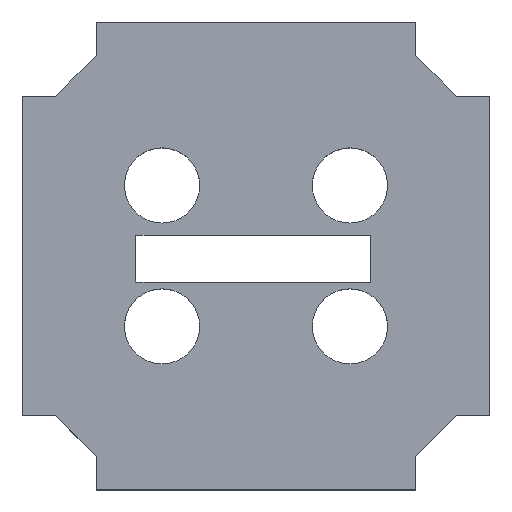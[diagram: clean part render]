
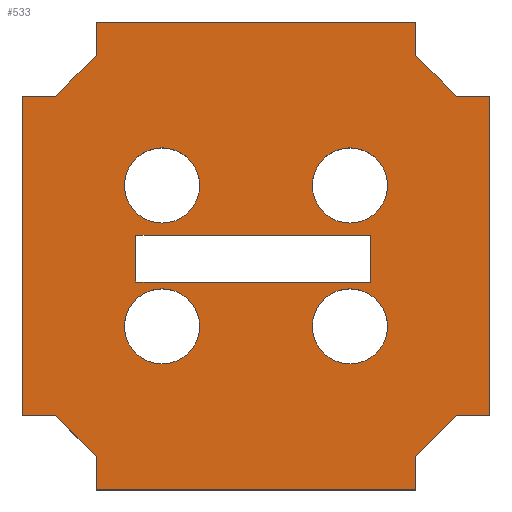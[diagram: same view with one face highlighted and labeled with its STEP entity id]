
A CAD part, top view. The second image highlights one B-rep face of the part: STEP entity #533.
In plain terms, the highlighted planar face has unit normal (0, 0, 1).
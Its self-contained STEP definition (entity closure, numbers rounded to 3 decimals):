
#15=FACE_BOUND('',#84,.T.);
#16=FACE_BOUND('',#85,.T.);
#17=FACE_BOUND('',#86,.T.);
#18=FACE_BOUND('',#87,.T.);
#19=FACE_BOUND('',#88,.T.);
#26=CIRCLE('',#565,4.);
#28=CIRCLE('',#568,4.);
#30=CIRCLE('',#571,4.);
#32=CIRCLE('',#574,4.);
#57=FACE_OUTER_BOUND('',#83,.T.);
#83=EDGE_LOOP('',(#427,#428,#429,#430,#431,#432,#433,#434,#435,#436,#437,
#438,#439,#440,#441,#442));
#84=EDGE_LOOP('',(#443,#444,#445,#446));
#85=EDGE_LOOP('',(#447));
#86=EDGE_LOOP('',(#448));
#87=EDGE_LOOP('',(#449));
#88=EDGE_LOOP('',(#450));
#99=LINE('',#731,#163);
#103=LINE('',#739,#167);
#106=LINE('',#745,#170);
#109=LINE('',#750,#173);
#117=LINE('',#783,#181);
#121=LINE('',#790,#185);
#124=LINE('',#796,#188);
#127=LINE('',#804,#191);
#130=LINE('',#810,#194);
#134=LINE('',#817,#198);
#137=LINE('',#825,#201);
#141=LINE('',#832,#205);
#144=LINE('',#838,#208);
#147=LINE('',#846,#211);
#150=LINE('',#852,#214);
#154=LINE('',#859,#218);
#155=LINE('',#861,#219);
#156=LINE('',#862,#220);
#157=LINE('',#863,#221);
#158=LINE('',#864,#222);
#163=VECTOR('',#597,10.);
#167=VECTOR('',#603,10.);
#170=VECTOR('',#608,10.);
#173=VECTOR('',#613,10.);
#181=VECTOR('',#647,10.);
#185=VECTOR('',#653,10.);
#188=VECTOR('',#658,10.);
#191=VECTOR('',#663,10.);
#194=VECTOR('',#668,10.);
#198=VECTOR('',#674,10.);
#201=VECTOR('',#679,10.);
#205=VECTOR('',#685,10.);
#208=VECTOR('',#690,10.);
#211=VECTOR('',#695,10.);
#214=VECTOR('',#700,10.);
#218=VECTOR('',#706,10.);
#219=VECTOR('',#709,10.);
#220=VECTOR('',#710,10.);
#221=VECTOR('',#711,10.);
#222=VECTOR('',#712,10.);
#227=VERTEX_POINT('',#729);
#228=VERTEX_POINT('',#730);
#231=VERTEX_POINT('',#738);
#233=VERTEX_POINT('',#744);
#236=VERTEX_POINT('',#755);
#238=VERTEX_POINT('',#761);
#240=VERTEX_POINT('',#767);
#242=VERTEX_POINT('',#773);
#245=VERTEX_POINT('',#780);
#246=VERTEX_POINT('',#782);
#248=VERTEX_POINT('',#788);
#250=VERTEX_POINT('',#794);
#253=VERTEX_POINT('',#801);
#254=VERTEX_POINT('',#803);
#256=VERTEX_POINT('',#809);
#258=VERTEX_POINT('',#815);
#261=VERTEX_POINT('',#822);
#262=VERTEX_POINT('',#824);
#264=VERTEX_POINT('',#830);
#266=VERTEX_POINT('',#836);
#269=VERTEX_POINT('',#843);
#270=VERTEX_POINT('',#845);
#272=VERTEX_POINT('',#851);
#274=VERTEX_POINT('',#857);
#275=EDGE_CURVE('',#227,#228,#99,.T.);
#279=EDGE_CURVE('',#228,#231,#103,.T.);
#282=EDGE_CURVE('',#231,#233,#106,.T.);
#285=EDGE_CURVE('',#233,#227,#109,.T.);
#289=EDGE_CURVE('',#236,#236,#26,.T.);
#292=EDGE_CURVE('',#238,#238,#28,.T.);
#295=EDGE_CURVE('',#240,#240,#30,.T.);
#298=EDGE_CURVE('',#242,#242,#32,.T.);
#301=EDGE_CURVE('',#245,#246,#117,.T.);
#305=EDGE_CURVE('',#248,#245,#121,.T.);
#308=EDGE_CURVE('',#250,#248,#124,.T.);
#311=EDGE_CURVE('',#254,#253,#127,.T.);
#314=EDGE_CURVE('',#256,#254,#130,.T.);
#318=EDGE_CURVE('',#253,#258,#134,.T.);
#321=EDGE_CURVE('',#262,#261,#137,.T.);
#325=EDGE_CURVE('',#261,#264,#141,.T.);
#328=EDGE_CURVE('',#264,#266,#144,.T.);
#331=EDGE_CURVE('',#270,#269,#147,.T.);
#334=EDGE_CURVE('',#272,#270,#150,.T.);
#338=EDGE_CURVE('',#269,#274,#154,.T.);
#339=EDGE_CURVE('',#274,#262,#155,.T.);
#340=EDGE_CURVE('',#266,#246,#156,.T.);
#341=EDGE_CURVE('',#256,#250,#157,.T.);
#342=EDGE_CURVE('',#258,#272,#158,.T.);
#427=ORIENTED_EDGE('',*,*,#339,.T.);
#428=ORIENTED_EDGE('',*,*,#321,.T.);
#429=ORIENTED_EDGE('',*,*,#325,.T.);
#430=ORIENTED_EDGE('',*,*,#328,.T.);
#431=ORIENTED_EDGE('',*,*,#340,.T.);
#432=ORIENTED_EDGE('',*,*,#301,.F.);
#433=ORIENTED_EDGE('',*,*,#305,.F.);
#434=ORIENTED_EDGE('',*,*,#308,.F.);
#435=ORIENTED_EDGE('',*,*,#341,.F.);
#436=ORIENTED_EDGE('',*,*,#314,.T.);
#437=ORIENTED_EDGE('',*,*,#311,.T.);
#438=ORIENTED_EDGE('',*,*,#318,.T.);
#439=ORIENTED_EDGE('',*,*,#342,.T.);
#440=ORIENTED_EDGE('',*,*,#334,.T.);
#441=ORIENTED_EDGE('',*,*,#331,.T.);
#442=ORIENTED_EDGE('',*,*,#338,.T.);
#443=ORIENTED_EDGE('',*,*,#282,.T.);
#444=ORIENTED_EDGE('',*,*,#285,.T.);
#445=ORIENTED_EDGE('',*,*,#275,.T.);
#446=ORIENTED_EDGE('',*,*,#279,.T.);
#447=ORIENTED_EDGE('',*,*,#289,.T.);
#448=ORIENTED_EDGE('',*,*,#292,.T.);
#449=ORIENTED_EDGE('',*,*,#295,.T.);
#450=ORIENTED_EDGE('',*,*,#298,.T.);
#507=PLANE('',#587);
#533=ADVANCED_FACE('',(#57,#15,#16,#17,#18,#19),#507,.T.);
#565=AXIS2_PLACEMENT_3D('',#757,#620,#621);
#568=AXIS2_PLACEMENT_3D('',#763,#627,#628);
#571=AXIS2_PLACEMENT_3D('',#769,#634,#635);
#574=AXIS2_PLACEMENT_3D('',#775,#641,#642);
#587=AXIS2_PLACEMENT_3D('',#860,#707,#708);
#597=DIRECTION('',(-1.,0.,0.));
#603=DIRECTION('',(0.,1.,0.));
#608=DIRECTION('',(1.,0.,0.));
#613=DIRECTION('',(0.,-1.,0.));
#620=DIRECTION('center_axis',(0.,0.,-1.));
#621=DIRECTION('ref_axis',(-1.,0.,0.));
#627=DIRECTION('center_axis',(0.,0.,-1.));
#628=DIRECTION('ref_axis',(-1.,0.,0.));
#634=DIRECTION('center_axis',(0.,0.,-1.));
#635=DIRECTION('ref_axis',(-1.,0.,0.));
#641=DIRECTION('center_axis',(0.,0.,-1.));
#642=DIRECTION('ref_axis',(-1.,0.,0.));
#647=DIRECTION('',(-1.,0.,0.));
#653=DIRECTION('',(-0.707,0.707,0.));
#658=DIRECTION('',(0.,1.,0.));
#663=DIRECTION('',(0.707,0.707,0.));
#668=DIRECTION('',(0.,1.,0.));
#674=DIRECTION('',(1.,0.,0.));
#679=DIRECTION('',(0.,-1.,0.));
#685=DIRECTION('',(-0.707,-0.707,0.));
#690=DIRECTION('',(-1.,0.,0.));
#695=DIRECTION('',(-0.707,0.707,0.));
#700=DIRECTION('',(-1.,0.,0.));
#706=DIRECTION('',(0.,1.,0.));
#707=DIRECTION('center_axis',(0.,0.,1.));
#708=DIRECTION('ref_axis',(1.,0.,0.));
#709=DIRECTION('',(-1.,0.,0.));
#710=DIRECTION('',(0.,-1.,0.));
#711=DIRECTION('',(-1.,0.,0.));
#712=DIRECTION('',(0.,1.,0.));
#729=CARTESIAN_POINT('',(-8.706,18.154,18.));
#730=CARTESIAN_POINT('',(-33.706,18.154,18.));
#731=CARTESIAN_POINT('',(-27.318,18.154,18.));
#738=CARTESIAN_POINT('',(-33.706,23.154,18.));
#739=CARTESIAN_POINT('',(-33.706,22.042,18.));
#744=CARTESIAN_POINT('',(-8.706,23.154,18.));
#745=CARTESIAN_POINT('',(-14.818,23.154,18.));
#750=CARTESIAN_POINT('',(-8.706,19.542,18.));
#755=CARTESIAN_POINT('',(-6.93,13.43,18.));
#757=CARTESIAN_POINT('Origin',(-10.93,13.43,18.));
#761=CARTESIAN_POINT('',(-26.93,28.43,18.));
#763=CARTESIAN_POINT('Origin',(-30.93,28.43,18.));
#767=CARTESIAN_POINT('',(-26.93,13.43,18.));
#769=CARTESIAN_POINT('Origin',(-30.93,13.43,18.));
#773=CARTESIAN_POINT('',(-6.93,28.43,18.));
#775=CARTESIAN_POINT('Origin',(-10.93,28.43,18.));
#780=CARTESIAN_POINT('',(-42.255,3.93,18.));
#782=CARTESIAN_POINT('',(-45.83,3.93,18.));
#783=CARTESIAN_POINT('',(-42.255,3.93,18.));
#788=CARTESIAN_POINT('',(-37.93,-0.395,18.));
#790=CARTESIAN_POINT('',(-37.93,-0.395,18.));
#794=CARTESIAN_POINT('',(-37.93,-3.97,18.));
#796=CARTESIAN_POINT('',(-37.93,-4.17,18.));
#801=CARTESIAN_POINT('',(0.395,3.93,18.));
#803=CARTESIAN_POINT('',(-3.971,-0.437,18.));
#804=CARTESIAN_POINT('',(-3.971,-0.437,18.));
#809=CARTESIAN_POINT('',(-3.971,-3.97,18.));
#810=CARTESIAN_POINT('',(-3.971,-4.17,18.));
#815=CARTESIAN_POINT('',(3.97,3.93,18.));
#817=CARTESIAN_POINT('',(0.395,3.93,18.));
#822=CARTESIAN_POINT('',(-37.93,42.255,18.));
#824=CARTESIAN_POINT('',(-37.93,45.83,18.));
#825=CARTESIAN_POINT('',(-37.93,46.03,18.));
#830=CARTESIAN_POINT('',(-42.255,37.93,18.));
#832=CARTESIAN_POINT('',(-37.93,42.255,18.));
#836=CARTESIAN_POINT('',(-45.83,37.93,18.));
#838=CARTESIAN_POINT('',(-42.255,37.93,18.));
#843=CARTESIAN_POINT('',(-3.93,42.255,18.));
#845=CARTESIAN_POINT('',(0.395,37.93,18.));
#846=CARTESIAN_POINT('',(0.395,37.93,18.));
#851=CARTESIAN_POINT('',(3.97,37.93,18.));
#852=CARTESIAN_POINT('',(4.17,37.93,18.));
#857=CARTESIAN_POINT('',(-3.93,45.83,18.));
#859=CARTESIAN_POINT('',(-3.93,42.255,18.));
#860=CARTESIAN_POINT('Origin',(-20.93,20.93,18.));
#861=CARTESIAN_POINT('',(-3.93,45.83,18.));
#862=CARTESIAN_POINT('',(-45.83,37.93,18.));
#863=CARTESIAN_POINT('',(-37.73,-3.97,18.));
#864=CARTESIAN_POINT('',(3.97,3.93,18.));
